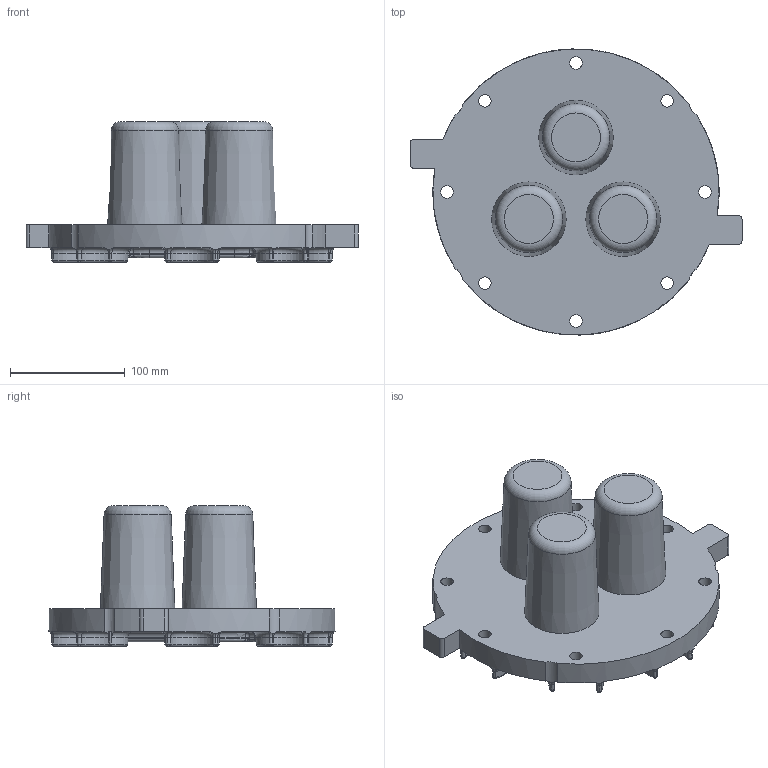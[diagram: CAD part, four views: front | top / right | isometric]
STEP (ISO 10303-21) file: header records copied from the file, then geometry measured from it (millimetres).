
FILE_DESCRIPTION(/* description */ (''),/* implementation_level */ '2;1');
FILE_NAME(/* name */ 'RS118_SLD.stp',/* time_stamp */ '2021-01-14T10:08:28+10:00',/* author */ ('d.jensen609'),/* organization */ (''),/* preprocessor_version */ 'ST-DEVELOPER v16.5',/* originating_system */ 'Autodesk Inventor 2017',/* authorisation */ '');
FILE_SCHEMA (('AUTOMOTIVE_DESIGN { 1 0 10303 214 3 1 1 }'));
Length unit declared in the file: millimetre
Products named in the file (3): RS118_SLD; 2017_SLD; 3001_SLD
Assembly tree (4 placements, depth 2):
  RS118_SLD
    2017_SLD
    3001_SLD  x3
Bounding box: 289.9 x 249.78 x 123 mm (x, y, z)
Volume: 1879091 mm3; surface area: 210193.5 mm2
Topology: 4 solids, 4 shells, 369 faces, 883 edges, 474 vertices
Faces by surface type: cylinder 146, torus 94, plane 69, sphere 32, bspline 24, cone 4
Full cylindrical faces by diameter (mm): 6.647 x1, 11 x8
Entity records: 12170 total; most frequent: CARTESIAN_POINT 3721, DIRECTION 1866, ORIENTED_EDGE 1620, EDGE_CURVE 810, AXIS2_PLACEMENT_3D 808, VERTEX_POINT 467, CIRCLE 458, EDGE_LOOP 391
